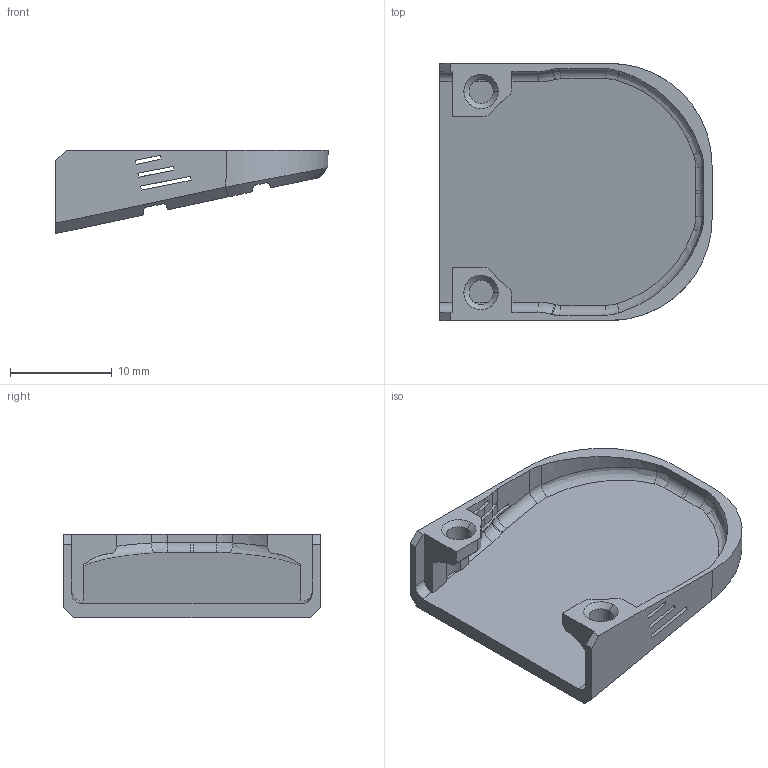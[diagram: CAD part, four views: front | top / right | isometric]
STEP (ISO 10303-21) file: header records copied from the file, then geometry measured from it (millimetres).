
FILE_DESCRIPTION(/* description */ (''),/* implementation_level */ '2;1');
FILE_NAME(/* name */ '2510fan_cover',/* time_stamp */ '2023-12-17T17:35:11+08:00',/* author */ (''),/* organization */ (''),/* preprocessor_version */ 'ST-DEVELOPER v16.5',/* originating_system */ 'Rhino 7.35',/* authorisation */ '');
FILE_SCHEMA (('CONFIG_CONTROL_DESIGN'));
Length unit declared in the file: millimetre
Products named in the file (1): Document
Bounding box: 26.8 x 25.3 x 8.19 mm (x, y, z)
Volume: 1012.8 mm3; surface area: 2032.4 mm2
Topology: 1 solids, 1 shells, 140 faces, 408 edges, 262 vertices
Faces by surface type: plane 65, cylinder 51, bspline 24
Entity records: 4816 total; most frequent: CARTESIAN_POINT 2186, ORIENTED_EDGE 816, EDGE_CURVE 408, B_SPLINE_CURVE_WITH_KNOTS 268, VERTEX_POINT 262, EDGE_LOOP 148, ADVANCED_FACE 140, FACE_OUTER_BOUND 140
